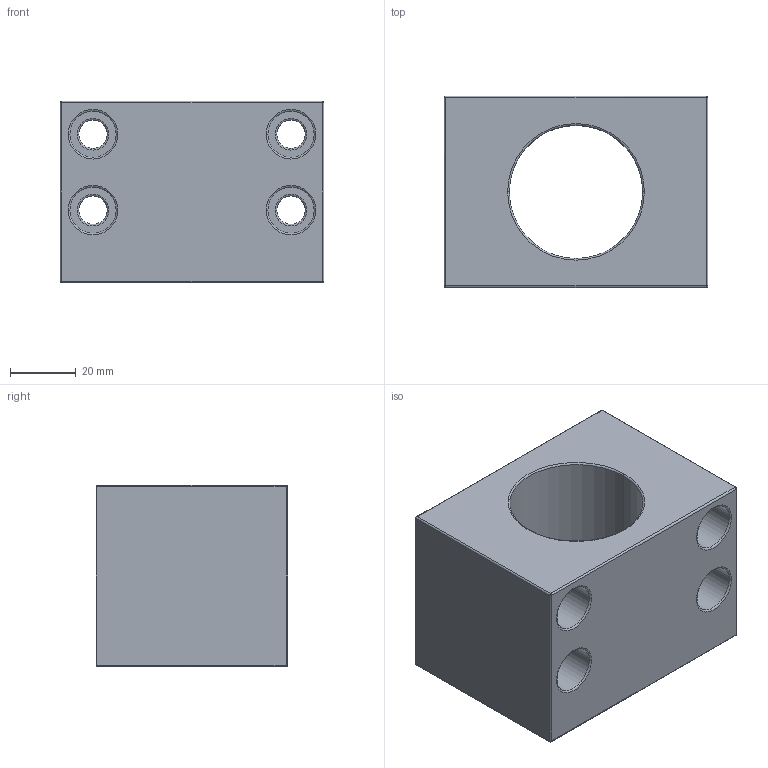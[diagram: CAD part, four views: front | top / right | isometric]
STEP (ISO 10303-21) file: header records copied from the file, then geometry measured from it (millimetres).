
FILE_DESCRIPTION (( 'STEP AP203' ), '1' );
FILE_NAME ('AL-MGD25.STEP', '2024-11-21T06:57:05', ( '' ), ( '' ), 'SwSTEP 2.0', 'SolidWorks 2021', '' );
FILE_SCHEMA (( 'CONFIG_CONTROL_DESIGN' ));
Length unit declared in the file: millimetre
Products named in the file (1): AL-MGD25
Bounding box: 80 x 58 x 55 mm (x, y, z)
Volume: 165627.2 mm3; surface area: 36152.6 mm2
Topology: 1 solids, 1 shells, 103 faces, 227 edges, 130 vertices
Faces by surface type: cylinder 41, torus 40, plane 16, sphere 6
Entity records: 2922 total; most frequent: DIRECTION 593, CARTESIAN_POINT 461, ORIENTED_EDGE 442, AXIS2_PLACEMENT_3D 270, EDGE_CURVE 221, CIRCLE 166, VERTEX_POINT 130, EDGE_LOOP 123
